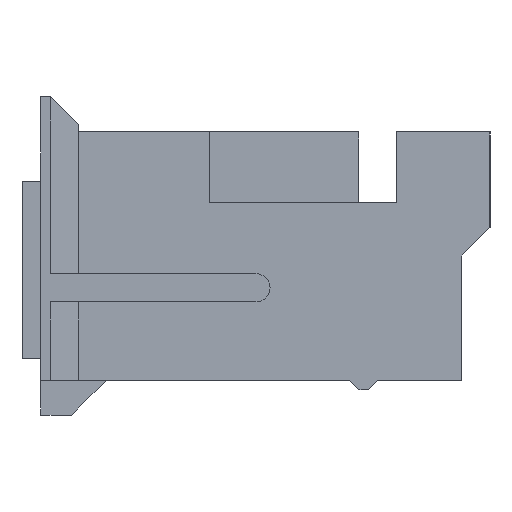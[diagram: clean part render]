
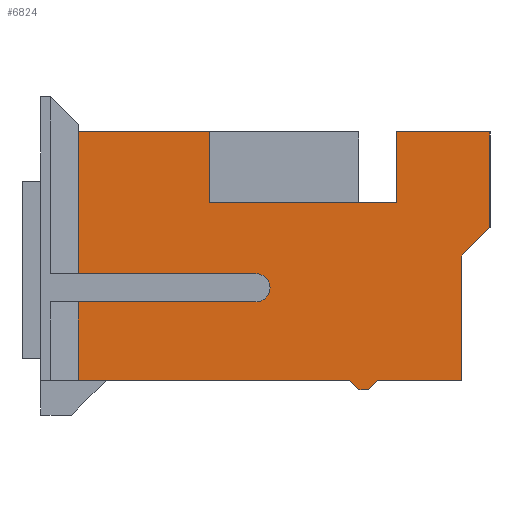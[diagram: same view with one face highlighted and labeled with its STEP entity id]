
A CAD part, left-side view. The second image highlights one B-rep face of the part: STEP entity #6824.
In plain terms, the highlighted planar face has unit normal (-1, 0, 0).
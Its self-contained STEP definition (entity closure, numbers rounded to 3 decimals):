
#5=DIRECTION('',(0.,0.,-1.));
#6=VECTOR('',#5,1.025);
#7=CARTESIAN_POINT('',(-9.2,0.,1.325));
#8=LINE('',#7,#6);
#82=DIRECTION('',(0.,1.,0.));
#83=VECTOR('',#82,2.9);
#84=CARTESIAN_POINT('',(-9.2,1.5,-1.33));
#85=LINE('',#84,#83);
#98=DIRECTION('',(0.,1.,0.));
#99=VECTOR('',#98,0.9);
#100=CARTESIAN_POINT('',(-9.2,0.3,-1.33));
#101=LINE('',#100,#99);
#371=DIRECTION('',(0.,0.,-1.));
#372=VECTOR('',#371,1.515);
#373=CARTESIAN_POINT('',(-9.2,4.4,1.325));
#374=LINE('',#373,#372);
#379=DIRECTION('',(0.,0.,-1.));
#380=VECTOR('',#379,0.84);
#381=CARTESIAN_POINT('',(-9.2,4.4,-0.49));
#382=LINE('',#381,#380);
#512=DIRECTION('',(0.,0.707,-0.707));
#513=VECTOR('',#512,0.141);
#514=CARTESIAN_POINT('',(-9.2,1.2,-1.33));
#515=LINE('',#514,#513);
#516=DIRECTION('',(0.,1.,0.));
#517=VECTOR('',#516,0.1);
#518=CARTESIAN_POINT('',(-9.2,1.3,-1.43));
#519=LINE('',#518,#517);
#520=DIRECTION('',(0.,0.707,0.707));
#521=VECTOR('',#520,0.141);
#522=CARTESIAN_POINT('',(-9.2,1.4,-1.43));
#523=LINE('',#522,#521);
#524=DIRECTION('',(0.,-1.,0.));
#525=VECTOR('',#524,1.9);
#526=CARTESIAN_POINT('',(-9.2,4.4,-0.49));
#527=LINE('',#526,#525);
#528=CARTESIAN_POINT('',(-9.2,2.5,-0.34));
#529=DIRECTION('',(1.,0.,0.));
#530=DIRECTION('',(0.,0.,1.));
#531=AXIS2_PLACEMENT_3D('',#528,#529,#530);
#533=DIRECTION('',(0.,-1.,0.));
#534=VECTOR('',#533,1.9);
#535=CARTESIAN_POINT('',(-9.2,4.4,-0.19));
#536=LINE('',#535,#534);
#537=DIRECTION('',(0.,1.,0.));
#538=VECTOR('',#537,1.4);
#539=CARTESIAN_POINT('',(-9.2,3.,1.325));
#540=LINE('',#539,#538);
#541=DIRECTION('',(0.,0.,-1.));
#542=VECTOR('',#541,0.75);
#543=CARTESIAN_POINT('',(-9.2,3.,1.325));
#544=LINE('',#543,#542);
#545=DIRECTION('',(0.,1.,0.));
#546=VECTOR('',#545,2.);
#547=CARTESIAN_POINT('',(-9.2,1.,0.575));
#548=LINE('',#547,#546);
#549=DIRECTION('',(0.,0.,-1.));
#550=VECTOR('',#549,0.75);
#551=CARTESIAN_POINT('',(-9.2,1.,1.325));
#552=LINE('',#551,#550);
#553=DIRECTION('',(0.,1.,0.));
#554=VECTOR('',#553,1.);
#555=CARTESIAN_POINT('',(-9.2,0.,1.325));
#556=LINE('',#555,#554);
#557=DIRECTION('',(0.,-0.707,0.707));
#558=VECTOR('',#557,0.424);
#559=CARTESIAN_POINT('',(-9.2,0.3,0.));
#560=LINE('',#559,#558);
#561=DIRECTION('',(0.,0.,1.));
#562=VECTOR('',#561,1.33);
#563=CARTESIAN_POINT('',(-9.2,0.3,-1.33));
#564=LINE('',#563,#562);
#4598=CARTESIAN_POINT('',(-9.2,4.4,1.325));
#4600=VERTEX_POINT('',#4598);
#4601=CARTESIAN_POINT('',(-9.2,0.,1.325));
#4603=VERTEX_POINT('',#4601);
#4613=CARTESIAN_POINT('',(-9.2,0.,0.3));
#4615=VERTEX_POINT('',#4613);
#4617=CARTESIAN_POINT('',(-9.2,0.3,-1.33));
#4619=VERTEX_POINT('',#4617);
#4623=CARTESIAN_POINT('',(-9.2,0.3,0.));
#4624=VERTEX_POINT('',#4623);
#4633=CARTESIAN_POINT('',(-9.2,1.,0.575));
#4634=CARTESIAN_POINT('',(-9.2,3.,0.575));
#4635=VERTEX_POINT('',#4633);
#4636=VERTEX_POINT('',#4634);
#4637=CARTESIAN_POINT('',(-9.2,3.,1.325));
#4638=VERTEX_POINT('',#4637);
#4639=CARTESIAN_POINT('',(-9.2,1.,1.325));
#4640=VERTEX_POINT('',#4639);
#4966=CARTESIAN_POINT('',(-9.2,4.4,-1.33));
#4968=VERTEX_POINT('',#4966);
#5009=CARTESIAN_POINT('',(-9.2,2.5,-0.19));
#5010=VERTEX_POINT('',#5009);
#5011=CARTESIAN_POINT('',(-9.2,2.5,-0.49));
#5012=VERTEX_POINT('',#5011);
#5014=CARTESIAN_POINT('',(-9.2,4.4,-0.19));
#5016=VERTEX_POINT('',#5014);
#5018=CARTESIAN_POINT('',(-9.2,4.4,-0.49));
#5020=VERTEX_POINT('',#5018);
#5233=CARTESIAN_POINT('',(-9.2,1.3,-1.43));
#5234=CARTESIAN_POINT('',(-9.2,1.4,-1.43));
#5235=VERTEX_POINT('',#5233);
#5236=VERTEX_POINT('',#5234);
#5241=CARTESIAN_POINT('',(-9.2,1.5,-1.33));
#5242=VERTEX_POINT('',#5241);
#5243=CARTESIAN_POINT('',(-9.2,1.2,-1.33));
#5244=VERTEX_POINT('',#5243);
#6790=CARTESIAN_POINT('',(-9.2,0.,1.325));
#6791=DIRECTION('',(1.,0.,0.));
#6792=DIRECTION('',(0.,0.,-1.));
#6793=AXIS2_PLACEMENT_3D('',#6790,#6791,#6792);
#6794=PLANE('',#6793);
#6795=ORIENTED_EDGE('',*,*,#6139,.T.);
#6797=ORIENTED_EDGE('',*,*,#6796,.T.);
#6799=ORIENTED_EDGE('',*,*,#6798,.T.);
#6801=ORIENTED_EDGE('',*,*,#6800,.T.);
#6802=ORIENTED_EDGE('',*,*,#6131,.T.);
#6803=ORIENTED_EDGE('',*,*,#6572,.F.);
#6804=ORIENTED_EDGE('',*,*,#6770,.T.);
#6805=ORIENTED_EDGE('',*,*,#6783,.F.);
#6806=ORIENTED_EDGE('',*,*,#6616,.F.);
#6807=ORIENTED_EDGE('',*,*,#6560,.F.);
#6809=ORIENTED_EDGE('',*,*,#6808,.F.);
#6811=ORIENTED_EDGE('',*,*,#6810,.T.);
#6813=ORIENTED_EDGE('',*,*,#6812,.F.);
#6815=ORIENTED_EDGE('',*,*,#6814,.F.);
#6817=ORIENTED_EDGE('',*,*,#6816,.F.);
#6818=ORIENTED_EDGE('',*,*,#6048,.T.);
#6819=ORIENTED_EDGE('',*,*,#6067,.F.);
#6821=ORIENTED_EDGE('',*,*,#6820,.F.);
#6822=EDGE_LOOP('',(#6795,#6797,#6799,#6801,#6802,#6803,#6804,#6805,#6806,#6807,
#6809,#6811,#6813,#6815,#6817,#6818,#6819,#6821));
#6823=FACE_OUTER_BOUND('',#6822,.F.);
#532=CIRCLE('',#531,0.15);
#6048=EDGE_CURVE('',#4603,#4615,#8,.T.);
#6067=EDGE_CURVE('',#4624,#4615,#560,.T.);
#6131=EDGE_CURVE('',#5242,#4968,#85,.T.);
#6139=EDGE_CURVE('',#4619,#5244,#101,.T.);
#6560=EDGE_CURVE('',#4600,#5016,#374,.T.);
#6572=EDGE_CURVE('',#5020,#4968,#382,.T.);
#6616=EDGE_CURVE('',#5016,#5010,#536,.T.);
#6770=EDGE_CURVE('',#5020,#5012,#527,.T.);
#6783=EDGE_CURVE('',#5010,#5012,#532,.T.);
#6796=EDGE_CURVE('',#5244,#5235,#515,.T.);
#6798=EDGE_CURVE('',#5235,#5236,#519,.T.);
#6800=EDGE_CURVE('',#5236,#5242,#523,.T.);
#6808=EDGE_CURVE('',#4638,#4600,#540,.T.);
#6810=EDGE_CURVE('',#4638,#4636,#544,.T.);
#6812=EDGE_CURVE('',#4635,#4636,#548,.T.);
#6814=EDGE_CURVE('',#4640,#4635,#552,.T.);
#6816=EDGE_CURVE('',#4603,#4640,#556,.T.);
#6820=EDGE_CURVE('',#4619,#4624,#564,.T.);
#6824=ADVANCED_FACE('',(#6823),#6794,.F.);
